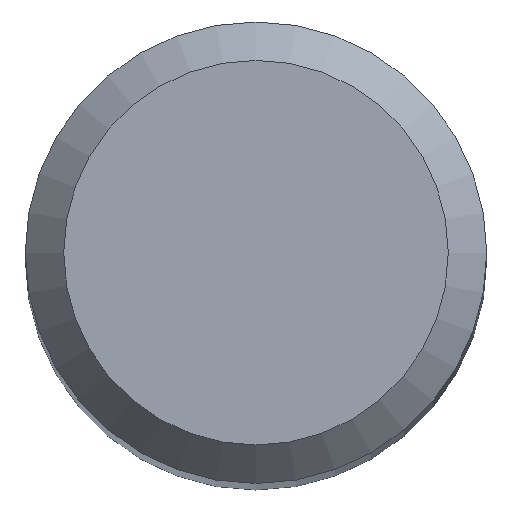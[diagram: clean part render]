
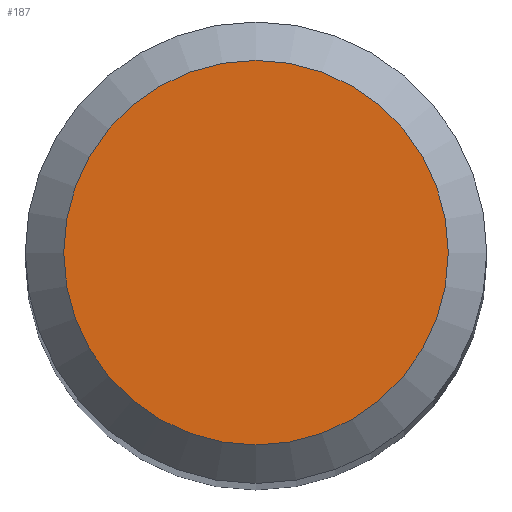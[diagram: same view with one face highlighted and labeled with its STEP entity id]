
A CAD part, top view. The second image highlights one B-rep face of the part: STEP entity #187.
In plain terms, the highlighted planar face has unit normal (0, 0, 1).
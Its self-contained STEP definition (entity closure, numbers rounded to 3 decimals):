
#37 = VERTEX_POINT ( 'NONE', #181 ) ;
#60 = DIRECTION ( 'NONE',  ( 0., 1., 0. ) ) ;
#68 = DIRECTION ( 'NONE',  ( 0., 0., -1. ) ) ;
#79 = AXIS2_PLACEMENT_3D ( 'NONE', #206, #68, #87 ) ;
#87 = DIRECTION ( 'NONE',  ( 0., 1., 0. ) ) ;
#93 = CARTESIAN_POINT ( 'NONE',  ( 0., 0., 75. ) ) ;
#120 = CIRCLE ( 'NONE', #239, 2.5 ) ;
#121 = EDGE_CURVE ( 'NONE', #37, #37, #120, .T. ) ;
#122 = PLANE ( 'NONE',  #79 ) ;
#172 = ORIENTED_EDGE ( 'NONE', *, *, #121, .F. ) ;
#179 = DIRECTION ( 'NONE',  ( 0., 0., -1. ) ) ;
#181 = CARTESIAN_POINT ( 'NONE',  ( 0., 2.5, 75. ) ) ;
#187 = ADVANCED_FACE ( 'NONE', ( #241 ), #122, .F. ) ;
#192 = EDGE_LOOP ( 'NONE', ( #172 ) ) ;
#206 = CARTESIAN_POINT ( 'NONE',  ( 0., 0., 75. ) ) ;
#239 = AXIS2_PLACEMENT_3D ( 'NONE', #93, #179, #60 ) ;
#241 = FACE_OUTER_BOUND ( 'NONE', #192, .T. ) ;
